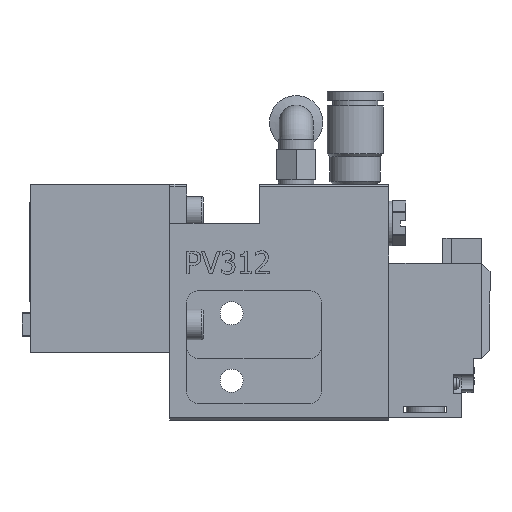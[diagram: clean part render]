
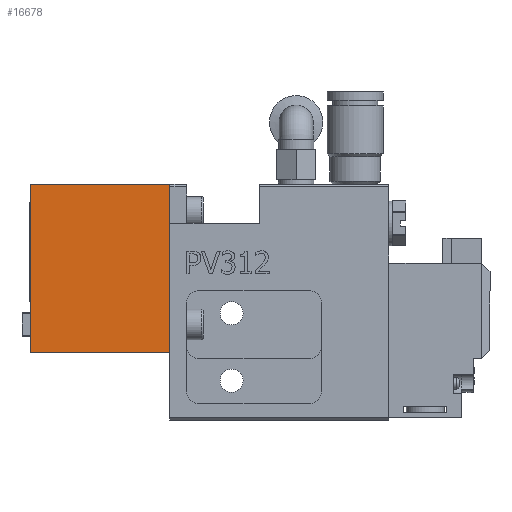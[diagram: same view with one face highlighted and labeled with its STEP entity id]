
A CAD part, left-side view. The second image highlights one B-rep face of the part: STEP entity #16678.
In plain terms, the highlighted planar face has unit normal (-1, 0, 0).
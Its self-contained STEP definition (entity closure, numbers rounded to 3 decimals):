
#15665=CARTESIAN_POINT('',(-15.,44.3,42.));
#15666=VERTEX_POINT('',#15665);
#15673=CARTESIAN_POINT('',(-15.,19.5,42.));
#15674=VERTEX_POINT('',#15673);
#15675=CARTESIAN_POINT('',(-15.,19.5,42.));
#15676=DIRECTION('',(0.0,1.0,0.0));
#15677=VECTOR('',#15676,24.8);
#15678=LINE('',#15675,#15677);
#15679=EDGE_CURVE('',#15674,#15666,#15678,.T.);
#16585=CARTESIAN_POINT('',(-15.,19.5,12.));
#16586=VERTEX_POINT('',#16585);
#16587=CARTESIAN_POINT('',(-15.,19.5,42.));
#16588=DIRECTION('',(0.0,0.0,-1.0));
#16589=VECTOR('',#16588,30.0);
#16590=LINE('',#16587,#16589);
#16591=EDGE_CURVE('',#15674,#16586,#16590,.T.);
#16655=CARTESIAN_POINT('',(-15.,19.5,42.));
#16656=DIRECTION('',(-1.0,0.0,0.0));
#16657=DIRECTION('',(0.0,-1.0,0.0));
#16658=AXIS2_PLACEMENT_3D('',#16655,#16656,#16657);
#16659=PLANE('',#16658);
#16660=CARTESIAN_POINT('',(-15.,44.3,12.));
#16661=VERTEX_POINT('',#16660);
#16662=CARTESIAN_POINT('',(-15.,44.3,42.));
#16663=DIRECTION('',(0.0,0.0,-1.0));
#16664=VECTOR('',#16663,30.0);
#16665=LINE('',#16662,#16664);
#16666=EDGE_CURVE('',#15666,#16661,#16665,.T.);
#16667=ORIENTED_EDGE('',*,*,#16666,.T.);
#16668=CARTESIAN_POINT('',(-15.,19.5,12.));
#16669=DIRECTION('',(0.0,1.0,0.0));
#16670=VECTOR('',#16669,24.8);
#16671=LINE('',#16668,#16670);
#16672=EDGE_CURVE('',#16586,#16661,#16671,.T.);
#16673=ORIENTED_EDGE('',*,*,#16672,.F.);
#16674=ORIENTED_EDGE('',*,*,#16591,.F.);
#16675=ORIENTED_EDGE('',*,*,#15679,.T.);
#16676=EDGE_LOOP('',(#16667,#16673,#16674,#16675));
#16677=FACE_OUTER_BOUND('',#16676,.T.);
#16678=ADVANCED_FACE('',(#16677),#16659,.T.);
